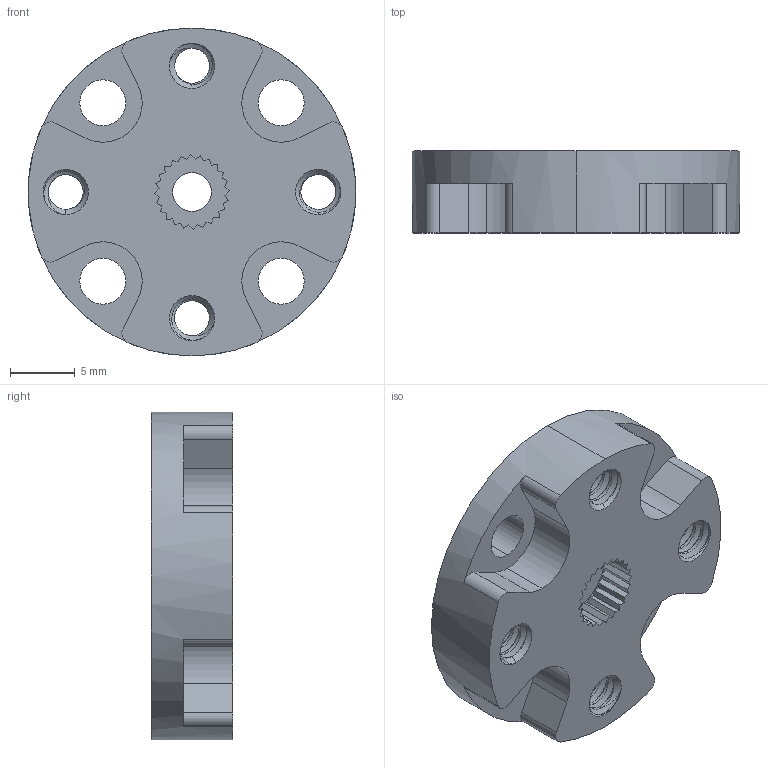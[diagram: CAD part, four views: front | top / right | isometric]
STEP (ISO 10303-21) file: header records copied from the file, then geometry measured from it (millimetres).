
FILE_DESCRIPTION (( 'STEP AP203' ), '1' );
FILE_NAME ('525130.STEP', '2017-06-28T15:49:24', ( '' ), ( '' ), 'SwSTEP 2.0', 'SolidWorks 2016', '' );
FILE_SCHEMA (( 'CONFIG_CONTROL_DESIGN' ));
Length unit declared in the file: inch
Products named in the file (1): 525130
Bounding box: 25.39 x 6.35 x 25.39 mm (x, y, z)
Volume: 2077 mm3; surface area: 2114.3 mm2
Topology: 1 solids, 1 shells, 261 faces, 748 edges, 492 vertices
Faces by surface type: cylinder 162, plane 65, cone 26, bspline 8
Entity records: 13689 total; most frequent: CARTESIAN_POINT 7502, ORIENTED_EDGE 1496, DIRECTION 1084, EDGE_CURVE 748, VERTEX_POINT 492, AXIS2_PLACEMENT_3D 370, LINE 344, VECTOR 344
